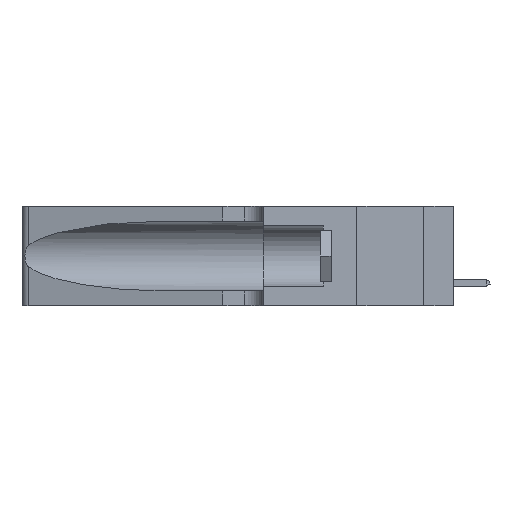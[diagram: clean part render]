
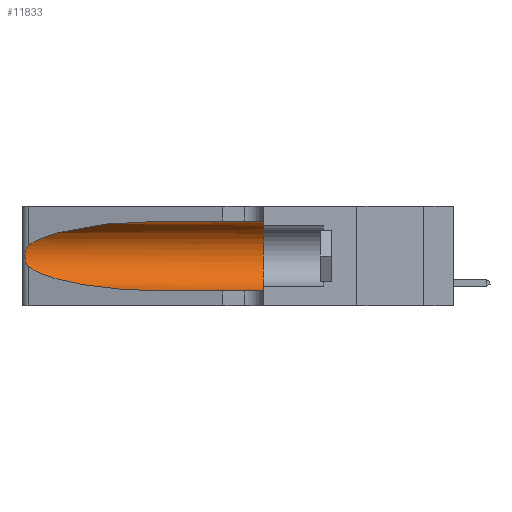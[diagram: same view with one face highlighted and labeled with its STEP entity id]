
A CAD part, left-side view. The second image highlights one B-rep face of the part: STEP entity #11833.
In plain terms, the highlighted cylindrical face has radius 3.308 mm (diameter 6.617 mm), a partial arc.
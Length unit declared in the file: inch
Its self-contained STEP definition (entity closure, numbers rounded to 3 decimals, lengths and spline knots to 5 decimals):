
#379 = CARTESIAN_POINT ( 'NONE',  ( 0.26075, 1.23896, 0.19203 ) ) ;
#494 = DIRECTION ( 'NONE',  ( 0., -1., 0. ) ) ;
#1491 = CARTESIAN_POINT ( 'NONE',  ( 0.1305, 1.61858, 0.31525 ) ) ;
#1492 = CIRCLE ( 'NONE', #1892, 0.13025 ) ;
#1517 = ORIENTED_EDGE ( 'NONE', *, *, #4991, .T. ) ;
#1600 = VERTEX_POINT ( 'NONE', #4607 ) ;
#1672 = CARTESIAN_POINT ( 'NONE',  ( 0.25487, 1.22718, 0.14631 ) ) ;
#1892 = AXIS2_PLACEMENT_3D ( 'NONE', #7759, #21757, #3595 ) ;
#2214 = CARTESIAN_POINT ( 'NONE',  ( 0.25789, 1.23486, 0.15765 ) ) ;
#2701 = EDGE_CURVE ( 'NONE', #15134, #25678, #17284, .T. ) ;
#2801 = LINE ( 'NONE', #3955, #22806 ) ;
#3595 = DIRECTION ( 'NONE',  ( 0., 0., 1. ) ) ;
#3955 = CARTESIAN_POINT ( 'NONE',  ( 0.1305, 1.61858, 0.05475 ) ) ;
#4607 = CARTESIAN_POINT ( 'NONE',  ( 0.1305, 0.72297, 0.05475 ) ) ;
#4912 = CARTESIAN_POINT ( 'NONE',  ( 0.1305, 1.61858, 0.185 ) ) ;
#4991 = EDGE_CURVE ( 'NONE', #1600, #5962, #2801, .T. ) ;
#5841 = EDGE_CURVE ( 'NONE', #8496, #5962, #1492, .T. ) ;
#5962 = VERTEX_POINT ( 'NONE', #22243 ) ;
#6307 = CARTESIAN_POINT ( 'NONE',  ( 0.25854, 1.2359, 0.20912 ) ) ;
#7543 = VECTOR ( 'NONE', #23076, 39.37008 ) ;
#7721 =( BOUNDED_CURVE ( )  B_SPLINE_CURVE ( 3, ( #20205, #17933, #18849, #12858 ),
 .UNSPECIFIED., .F., .F. ) 
 B_SPLINE_CURVE_WITH_KNOTS ( ( 4, 4 ),
 ( 1.5708, 2.84003 ),
 .UNSPECIFIED. ) 
 CURVE ( )  GEOMETRIC_REPRESENTATION_ITEM ( )  RATIONAL_B_SPLINE_CURVE ( ( 1., 0.87, 0.87, 1. ) ) 
 REPRESENTATION_ITEM ( '' )  );
#7759 = CARTESIAN_POINT ( 'NONE',  ( 0.1305, 0.35, 0.185 ) ) ;
#8111 = AXIS2_PLACEMENT_3D ( 'NONE', #4912, #494, #14564 ) ;
#8241 = CARTESIAN_POINT ( 'NONE',  ( 0.26017, 1.23833, 0.17102 ) ) ;
#8305 = ORIENTED_EDGE ( 'NONE', *, *, #2701, .T. ) ;
#8326 = CARTESIAN_POINT ( 'NONE',  ( 0.25555, 1.22994, 0.2215 ) ) ;
#8475 = CARTESIAN_POINT ( 'NONE',  ( 0.1305, 0.35, 0.31525 ) ) ;
#8496 = VERTEX_POINT ( 'NONE', #8475 ) ;
#9298 = ORIENTED_EDGE ( 'NONE', *, *, #5841, .F. ) ;
#9767 = EDGE_CURVE ( 'NONE', #18927, #15134, #7721, .T. ) ;
#10174 = CARTESIAN_POINT ( 'NONE',  ( 0.25487, 1.22718, 0.14631 ) ) ;
#10529 = ORIENTED_EDGE ( 'NONE', *, *, #25431, .T. ) ;
#10599 = EDGE_LOOP ( 'NONE', ( #19482, #8305, #10529, #1517, #9298, #15417 ) ) ;
#11833 = ADVANCED_FACE ( 'NONE', ( #19163 ), #15762, .F. ) ;
#12186 = CARTESIAN_POINT ( 'NONE',  ( 0.25856, 1.23593, 0.16098 ) ) ;
#12443 = CARTESIAN_POINT ( 'NONE',  ( 0.25555, 1.22993, 0.14849 ) ) ;
#12526 = CARTESIAN_POINT ( 'NONE',  ( 0.25787, 1.23484, 0.2124 ) ) ;
#12556 = CARTESIAN_POINT ( 'NONE',  ( 0.18966, 0.96281, 0.05475 ) ) ;
#12858 = CARTESIAN_POINT ( 'NONE',  ( 0.25487, 1.22718, 0.22369 ) ) ;
#14266 = CARTESIAN_POINT ( 'NONE',  ( 0.25487, 1.22718, 0.22369 ) ) ;
#14564 = DIRECTION ( 'NONE',  ( 0., 0., -1. ) ) ;
#15134 = VERTEX_POINT ( 'NONE', #25259 ) ;
#15165 =( BOUNDED_CURVE ( )  B_SPLINE_CURVE ( 3, ( #1672, #15730, #12556, #16109 ),
 .UNSPECIFIED., .F., .T. ) 
 B_SPLINE_CURVE_WITH_KNOTS ( ( 4, 4 ),
 ( 3.44316, 4.71239 ),
 .UNSPECIFIED. ) 
 CURVE ( )  GEOMETRIC_REPRESENTATION_ITEM ( )  RATIONAL_B_SPLINE_CURVE ( ( 1., 0.87, 0.87, 1. ) ) 
 REPRESENTATION_ITEM ( '' )  );
#15417 = ORIENTED_EDGE ( 'NONE', *, *, #25832, .F. ) ;
#15618 = DIRECTION ( 'NONE',  ( 0., -1., 0. ) ) ;
#15730 = CARTESIAN_POINT ( 'NONE',  ( 0.2373, 1.15595, 0.08982 ) ) ;
#15762 = CYLINDRICAL_SURFACE ( 'NONE', #8111, 0.13025 ) ;
#16109 = CARTESIAN_POINT ( 'NONE',  ( 0.1305, 0.72297, 0.05475 ) ) ;
#16508 = CARTESIAN_POINT ( 'NONE',  ( 0.26075, 1.23896, 0.178 ) ) ;
#17284 = B_SPLINE_CURVE_WITH_KNOTS ( 'NONE', 3,
 ( #14266, #8326, #24397, #12526, #6307, #22406, #379, #16508, #8241, #12186, #2214, #18329, #12443, #10174 ),
 .UNSPECIFIED., .F., .F.,
 ( 4, 2, 2, 2, 2, 2, 4 ),
 ( 0., 0.00027, 0.00053, 0.00107, 0.0016, 0.00187, 0.00214 ),
 .UNSPECIFIED. ) ;
#17933 = CARTESIAN_POINT ( 'NONE',  ( 0.18966, 0.96281, 0.31525 ) ) ;
#18329 = CARTESIAN_POINT ( 'NONE',  ( 0.25639, 1.23186, 0.15144 ) ) ;
#18849 = CARTESIAN_POINT ( 'NONE',  ( 0.2373, 1.15595, 0.28018 ) ) ;
#18927 = VERTEX_POINT ( 'NONE', #24690 ) ;
#19163 = FACE_OUTER_BOUND ( 'NONE', #10599, .T. ) ;
#19482 = ORIENTED_EDGE ( 'NONE', *, *, #9767, .T. ) ;
#20205 = CARTESIAN_POINT ( 'NONE',  ( 0.1305, 0.72297, 0.31525 ) ) ;
#21757 = DIRECTION ( 'NONE',  ( 0., 1., 0. ) ) ;
#21917 = CARTESIAN_POINT ( 'NONE',  ( 0.25487, 1.22718, 0.14631 ) ) ;
#22243 = CARTESIAN_POINT ( 'NONE',  ( 0.1305, 0.35, 0.05475 ) ) ;
#22406 = CARTESIAN_POINT ( 'NONE',  ( 0.26018, 1.23835, 0.19895 ) ) ;
#22806 = VECTOR ( 'NONE', #15618, 39.37008 ) ;
#23076 = DIRECTION ( 'NONE',  ( 0., -1., 0. ) ) ;
#23431 = LINE ( 'NONE', #1491, #7543 ) ;
#24397 = CARTESIAN_POINT ( 'NONE',  ( 0.25639, 1.23184, 0.21858 ) ) ;
#24690 = CARTESIAN_POINT ( 'NONE',  ( 0.1305, 0.72297, 0.31525 ) ) ;
#25259 = CARTESIAN_POINT ( 'NONE',  ( 0.25487, 1.22718, 0.22369 ) ) ;
#25431 = EDGE_CURVE ( 'NONE', #25678, #1600, #15165, .T. ) ;
#25678 = VERTEX_POINT ( 'NONE', #21917 ) ;
#25832 = EDGE_CURVE ( 'NONE', #18927, #8496, #23431, .T. ) ;
